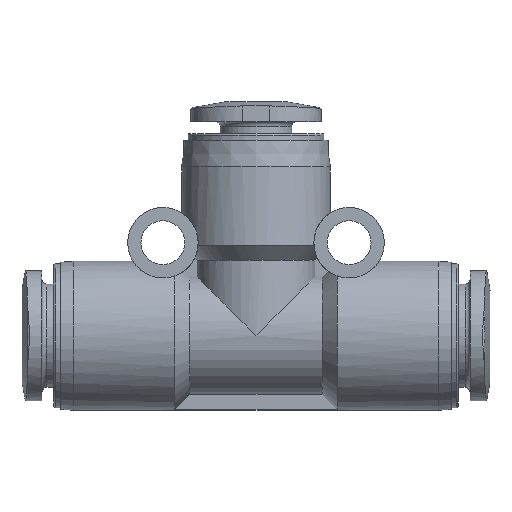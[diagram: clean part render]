
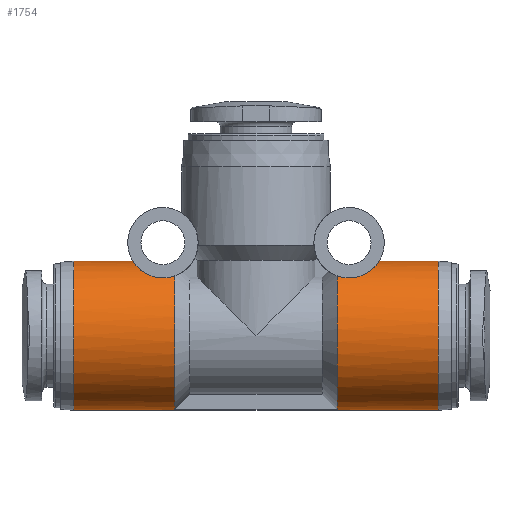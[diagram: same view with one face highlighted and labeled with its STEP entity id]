
A CAD part, front view. The second image highlights one B-rep face of the part: STEP entity #1754.
In plain terms, the highlighted cylindrical face has radius 5.6 mm (diameter 11.2 mm), a full revolution.
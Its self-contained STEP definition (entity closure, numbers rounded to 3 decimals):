
#63=LINE('',#2415,#93);
#64=LINE('',#2433,#94);
#93=VECTOR('',#2024,1000.);
#94=VECTOR('',#2029,1000.);
#129=B_SPLINE_CURVE_WITH_KNOTS('',3,(#2419,#2420,#2421,#2422,#2423,#2424,
#2425,#2426,#2427,#2428,#2429),.UNSPECIFIED.,.F.,.F.,(4,1,1,1,1,1,1,1,4),
(0.004,0.005,0.007,0.008,
0.01,0.011,0.013,0.014,
0.016),.UNSPECIFIED.);
#130=B_SPLINE_CURVE_WITH_KNOTS('',3,(#2437,#2438,#2439,#2440,#2441,#2442,
#2443,#2444,#2445,#2446,#2447),.UNSPECIFIED.,.F.,.F.,(4,1,1,1,1,1,1,1,4),
(0.014,0.015,0.017,0.018,
0.02,0.021,0.022,0.024,
0.025),.UNSPECIFIED.);
#209=ORIENTED_EDGE('',*,*,#532,.F.);
#210=ORIENTED_EDGE('',*,*,#533,.F.);
#211=ORIENTED_EDGE('',*,*,#534,.T.);
#212=ORIENTED_EDGE('',*,*,#535,.F.);
#213=ORIENTED_EDGE('',*,*,#536,.T.);
#214=ORIENTED_EDGE('',*,*,#537,.T.);
#215=ORIENTED_EDGE('',*,*,#538,.F.);
#216=ORIENTED_EDGE('',*,*,#539,.F.);
#217=ORIENTED_EDGE('',*,*,#540,.F.);
#218=ORIENTED_EDGE('',*,*,#541,.T.);
#532=EDGE_CURVE('',#693,#694,#812,.T.);
#533=EDGE_CURVE('',#695,#693,#63,.T.);
#534=EDGE_CURVE('',#695,#696,#813,.T.);
#535=EDGE_CURVE('',#697,#696,#129,.T.);
#536=EDGE_CURVE('',#697,#698,#814,.T.);
#537=EDGE_CURVE('',#698,#699,#64,.T.);
#538=EDGE_CURVE('',#700,#699,#815,.T.);
#539=EDGE_CURVE('',#694,#700,#130,.T.);
#540=EDGE_CURVE('',#701,#701,#816,.T.);
#541=EDGE_CURVE('',#702,#702,#817,.T.);
#693=VERTEX_POINT('',#2413);
#694=VERTEX_POINT('',#2414);
#695=VERTEX_POINT('',#2416);
#696=VERTEX_POINT('',#2418);
#697=VERTEX_POINT('',#2430);
#698=VERTEX_POINT('',#2432);
#699=VERTEX_POINT('',#2434);
#700=VERTEX_POINT('',#2436);
#701=VERTEX_POINT('',#2449);
#702=VERTEX_POINT('',#2451);
#812=CIRCLE('',#1849,5.6);
#813=CIRCLE('',#1850,5.6);
#814=CIRCLE('',#1851,5.6);
#815=CIRCLE('',#1852,5.6);
#816=CIRCLE('',#1853,5.6);
#817=CIRCLE('',#1854,5.6);
#884=EDGE_LOOP('',(#209,#210,#211,#212,#213,#214,#215,#216));
#885=EDGE_LOOP('',(#217));
#886=EDGE_LOOP('',(#218));
#1018=FACE_BOUND('',#884,.T.);
#1019=FACE_BOUND('',#885,.T.);
#1020=FACE_BOUND('',#886,.T.);
#1149=CYLINDRICAL_SURFACE('',#1848,5.6);
#1754=ADVANCED_FACE('',(#1018,#1019,#1020),#1149,.T.);
#1848=AXIS2_PLACEMENT_3D('',#2411,#2020,#2021);
#1849=AXIS2_PLACEMENT_3D('',#2412,#2022,#2023);
#1850=AXIS2_PLACEMENT_3D('',#2417,#2025,#2026);
#1851=AXIS2_PLACEMENT_3D('',#2431,#2027,#2028);
#1852=AXIS2_PLACEMENT_3D('',#2435,#2030,#2031);
#1853=AXIS2_PLACEMENT_3D('',#2448,#2032,#2033);
#1854=AXIS2_PLACEMENT_3D('',#2450,#2034,#2035);
#2020=DIRECTION('',(1.,0.,0.));
#2021=DIRECTION('',(0.,0.,-1.));
#2022=DIRECTION('',(1.,0.,0.));
#2023=DIRECTION('',(0.,0.,-1.));
#2024=DIRECTION('',(-1.,0.,0.));
#2025=DIRECTION('',(1.,0.,0.));
#2026=DIRECTION('',(0.,0.,-1.));
#2027=DIRECTION('',(1.,0.,0.));
#2028=DIRECTION('',(0.,0.,-1.));
#2029=DIRECTION('',(-1.,0.,0.));
#2030=DIRECTION('',(1.,0.,0.));
#2031=DIRECTION('',(0.,0.,-1.));
#2032=DIRECTION('',(1.,0.,0.));
#2033=DIRECTION('',(0.,0.,-1.));
#2034=DIRECTION('',(1.,0.,0.));
#2035=DIRECTION('',(0.,0.,-1.));
#2411=CARTESIAN_POINT('',(17.6,0.,0.));
#2412=CARTESIAN_POINT('',(-6.1,0.,0.));
#2413=CARTESIAN_POINT('',(-6.1,0.75,-5.55));
#2414=CARTESIAN_POINT('',(-6.1,3.323,4.508));
#2415=CARTESIAN_POINT('',(6.1,0.75,-5.55));
#2416=CARTESIAN_POINT('',(6.1,0.75,-5.55));
#2417=CARTESIAN_POINT('',(6.1,0.,0.));
#2418=CARTESIAN_POINT('',(6.1,3.323,4.508));
#2419=CARTESIAN_POINT('',(6.1,-3.323,4.508));
#2420=CARTESIAN_POINT('',(6.521,-3.529,4.356));
#2421=CARTESIAN_POINT('',(7.586,-3.632,4.27));
#2422=CARTESIAN_POINT('',(8.744,-2.78,4.922));
#2423=CARTESIAN_POINT('',(9.175,-1.458,5.473));
#2424=CARTESIAN_POINT('',(9.287,0.,5.663));
#2425=CARTESIAN_POINT('',(9.176,1.455,5.474));
#2426=CARTESIAN_POINT('',(8.743,2.781,4.922));
#2427=CARTESIAN_POINT('',(7.588,3.631,4.27));
#2428=CARTESIAN_POINT('',(6.52,3.529,4.356));
#2429=CARTESIAN_POINT('',(6.1,3.323,4.508));
#2430=CARTESIAN_POINT('',(6.1,-3.323,4.508));
#2431=CARTESIAN_POINT('',(6.1,0.,0.));
#2432=CARTESIAN_POINT('',(6.1,-0.75,-5.55));
#2433=CARTESIAN_POINT('',(6.1,-0.75,-5.55));
#2434=CARTESIAN_POINT('',(-6.1,-0.75,-5.55));
#2435=CARTESIAN_POINT('',(-6.1,0.,0.));
#2436=CARTESIAN_POINT('',(-6.1,-3.323,4.508));
#2437=CARTESIAN_POINT('',(-6.1,3.323,4.508));
#2438=CARTESIAN_POINT('',(-6.517,3.527,4.357));
#2439=CARTESIAN_POINT('',(-7.588,3.633,4.269));
#2440=CARTESIAN_POINT('',(-8.745,2.778,4.923));
#2441=CARTESIAN_POINT('',(-9.175,1.462,5.472));
#2442=CARTESIAN_POINT('',(-9.288,-0.006,5.664));
#2443=CARTESIAN_POINT('',(-9.174,-1.465,5.471));
#2444=CARTESIAN_POINT('',(-8.741,-2.783,4.92));
#2445=CARTESIAN_POINT('',(-7.587,-3.631,4.271));
#2446=CARTESIAN_POINT('',(-6.521,-3.529,4.355));
#2447=CARTESIAN_POINT('',(-6.1,-3.323,4.508));
#2448=CARTESIAN_POINT('',(13.7,0.,0.));
#2449=CARTESIAN_POINT('',(13.7,0.,-5.6));
#2450=CARTESIAN_POINT('',(-13.7,0.,0.));
#2451=CARTESIAN_POINT('',(-13.7,0.,-5.6));
